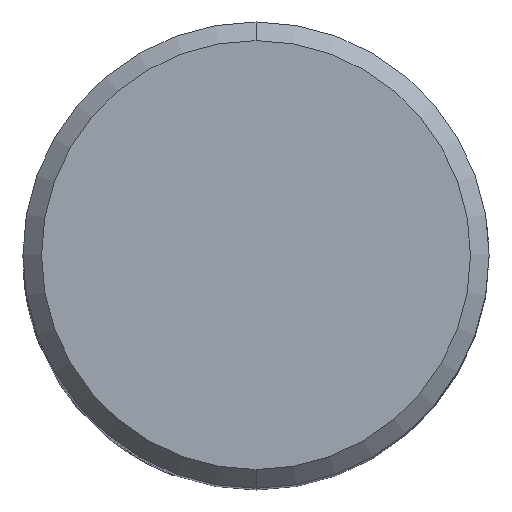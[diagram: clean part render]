
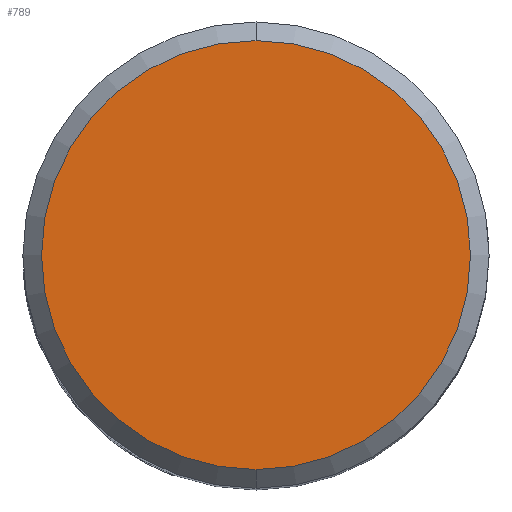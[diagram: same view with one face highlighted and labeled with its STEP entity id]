
A CAD part, top view. The second image highlights one B-rep face of the part: STEP entity #789.
In plain terms, the highlighted planar face has unit normal (0, 0, 1).
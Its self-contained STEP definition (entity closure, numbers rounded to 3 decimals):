
#347=EDGE_CURVE('',#879,#801,#990,.T.);
#789=ADVANCED_FACE('',(#1477),#1478,.T.);
#801=VERTEX_POINT('',#1491);
#841=EDGE_CURVE('',#801,#879,#1533,.T.);
#879=VERTEX_POINT('',#1573);
#990=CIRCLE('',#1686,11.5);
#1477=FACE_OUTER_BOUND('',#4821,.T.);
#1478=PLANE('',#4822);
#1491=CARTESIAN_POINT('',(0.0,11.5,0.0));
#1533=CIRCLE('',#5007,11.5);
#1573=CARTESIAN_POINT('',(0.,-11.5,0.0));
#1686=AXIS2_PLACEMENT_3D('',#5372,#5373,#5374);
#4821=EDGE_LOOP('',(#5935,#5936));
#4822=AXIS2_PLACEMENT_3D('',#5937,#5938,#5939);
#5007=AXIS2_PLACEMENT_3D('',#5982,#5983,#5984);
#5372=CARTESIAN_POINT('',(0.0,0.0,0.0));
#5373=DIRECTION('',(0.0,0.0,-1.0));
#5374=DIRECTION('',(0.0,1.0,0.0));
#5935=ORIENTED_EDGE('',*,*,#841,.F.);
#5936=ORIENTED_EDGE('',*,*,#347,.F.);
#5937=CARTESIAN_POINT('',(0.0,5.75,0.0));
#5938=DIRECTION('',(-0.0,0.0,1.0));
#5939=DIRECTION('',(0.0,-1.0,0.0));
#5982=CARTESIAN_POINT('',(0.0,0.0,0.0));
#5983=DIRECTION('',(0.0,0.0,-1.0));
#5984=DIRECTION('',(0.0,1.0,0.0));
